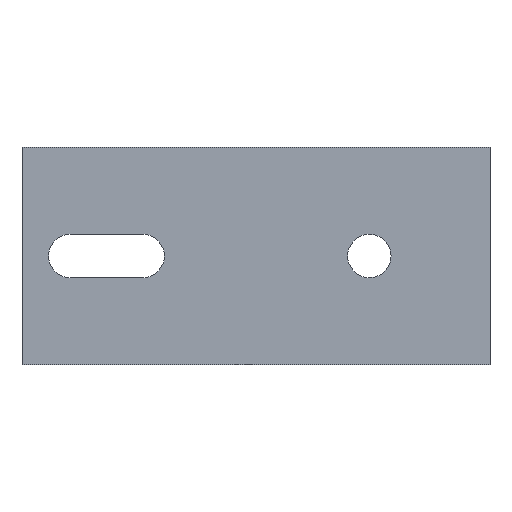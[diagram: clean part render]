
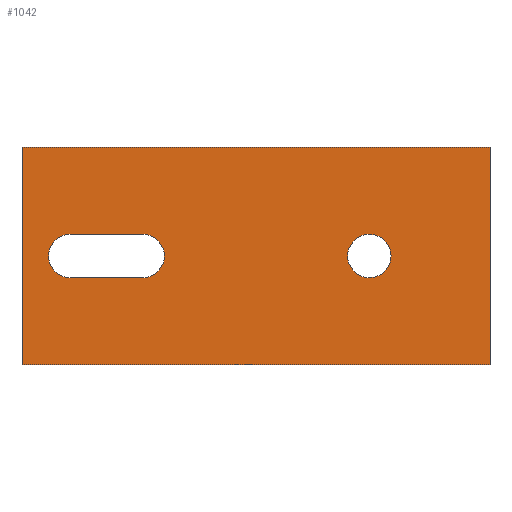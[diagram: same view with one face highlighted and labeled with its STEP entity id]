
A CAD part, left-side view. The second image highlights one B-rep face of the part: STEP entity #1042.
In plain terms, the highlighted planar face has unit normal (-1, 0, 0).
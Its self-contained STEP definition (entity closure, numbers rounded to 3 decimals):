
#3 = ORIENTED_EDGE ( 'NONE', *, *, #1169, .T. ) ;
#5 = LINE ( 'NONE', #662, #1140 ) ;
#16 = DIRECTION ( 'NONE',  ( 0., -1., 0. ) ) ;
#49 = EDGE_CURVE ( 'NONE', #721, #275, #767, .T. ) ;
#62 = CARTESIAN_POINT ( 'NONE',  ( 0., 25., -18. ) ) ;
#80 = DIRECTION ( 'NONE',  ( 1., 0., 0. ) ) ;
#96 = CARTESIAN_POINT ( 'NONE',  ( 0., 72., -27. ) ) ;
#102 = AXIS2_PLACEMENT_3D ( 'NONE', #1046, #80, #510 ) ;
#109 = CARTESIAN_POINT ( 'NONE',  ( 0., 97., 0. ) ) ;
#127 = CARTESIAN_POINT ( 'NONE',  ( 0., 97., 0. ) ) ;
#128 = DIRECTION ( 'NONE',  ( 0., 1., 0. ) ) ;
#140 = ORIENTED_EDGE ( 'NONE', *, *, #1273, .T. ) ;
#193 = DIRECTION ( 'NONE',  ( 0., -1., 0. ) ) ;
#205 = FACE_OUTER_BOUND ( 'NONE', #269, .T. ) ;
#225 = ORIENTED_EDGE ( 'NONE', *, *, #1398, .T. ) ;
#241 = VECTOR ( 'NONE', #1304, 1000. ) ;
#244 = ORIENTED_EDGE ( 'NONE', *, *, #937, .T. ) ;
#251 = CARTESIAN_POINT ( 'NONE',  ( 0., 87., -22.5 ) ) ;
#258 = CARTESIAN_POINT ( 'NONE',  ( 0., 97., -45. ) ) ;
#269 = EDGE_LOOP ( 'NONE', ( #1266, #667, #1311, #622 ) ) ;
#270 = EDGE_LOOP ( 'NONE', ( #140, #3, #764, #244 ) ) ;
#275 = VERTEX_POINT ( 'NONE', #420 ) ;
#315 = VERTEX_POINT ( 'NONE', #1269 ) ;
#320 = DIRECTION ( 'NONE',  ( 0., 0., -1. ) ) ;
#329 = DIRECTION ( 'NONE',  ( 1., 0., 0. ) ) ;
#360 = CIRCLE ( 'NONE', #102, 4.5 ) ;
#367 = DIRECTION ( 'NONE',  ( 1., 0., 0. ) ) ;
#377 = DIRECTION ( 'NONE',  ( 0., 0., -1. ) ) ;
#387 = CIRCLE ( 'NONE', #1072, 4.5 ) ;
#400 = CARTESIAN_POINT ( 'NONE',  ( 0., 97., -18. ) ) ;
#420 = CARTESIAN_POINT ( 'NONE',  ( 0., 87., -27. ) ) ;
#444 = VECTOR ( 'NONE', #128, 1000. ) ;
#480 = DIRECTION ( 'NONE',  ( 1., 0., 0. ) ) ;
#510 = DIRECTION ( 'NONE',  ( 0., 0., -1. ) ) ;
#522 = DIRECTION ( 'NONE',  ( 0., 0., -1. ) ) ;
#534 = AXIS2_PLACEMENT_3D ( 'NONE', #109, #329, #320 ) ;
#544 = EDGE_CURVE ( 'NONE', #1232, #1219, #882, .T. ) ;
#547 = EDGE_CURVE ( 'NONE', #1219, #804, #1194, .T. ) ;
#560 = DIRECTION ( 'NONE',  ( 0., 0., -1. ) ) ;
#568 = ORIENTED_EDGE ( 'NONE', *, *, #771, .T. ) ;
#581 = VERTEX_POINT ( 'NONE', #62 ) ;
#621 = CARTESIAN_POINT ( 'NONE',  ( 0., 25., -27. ) ) ;
#622 = ORIENTED_EDGE ( 'NONE', *, *, #544, .F. ) ;
#649 = VECTOR ( 'NONE', #16, 1000. ) ;
#662 = CARTESIAN_POINT ( 'NONE',  ( 0., 97., 0. ) ) ;
#667 = ORIENTED_EDGE ( 'NONE', *, *, #1401, .T. ) ;
#681 = DIRECTION ( 'NONE',  ( 1., 0., 0. ) ) ;
#721 = VERTEX_POINT ( 'NONE', #96 ) ;
#733 = VECTOR ( 'NONE', #560, 1000. ) ;
#764 = ORIENTED_EDGE ( 'NONE', *, *, #49, .T. ) ;
#767 = LINE ( 'NONE', #883, #444 ) ;
#771 = EDGE_CURVE ( 'NONE', #581, #1282, #360, .T. ) ;
#776 = CARTESIAN_POINT ( 'NONE',  ( 0., 0., 0. ) ) ;
#804 = VERTEX_POINT ( 'NONE', #970 ) ;
#849 = FACE_BOUND ( 'NONE', #270, .T. ) ;
#859 = FACE_BOUND ( 'NONE', #983, .T. ) ;
#868 = CIRCLE ( 'NONE', #956, 4.5 ) ;
#876 = CARTESIAN_POINT ( 'NONE',  ( 0., 25., -22.5 ) ) ;
#882 = LINE ( 'NONE', #127, #241 ) ;
#883 = CARTESIAN_POINT ( 'NONE',  ( 0., 97., -27. ) ) ;
#919 = VERTEX_POINT ( 'NONE', #1096 ) ;
#926 = VERTEX_POINT ( 'NONE', #989 ) ;
#933 = VECTOR ( 'NONE', #193, 1000. ) ;
#937 = EDGE_CURVE ( 'NONE', #275, #315, #1253, .T. ) ;
#942 = CARTESIAN_POINT ( 'NONE',  ( 0., 0., 0. ) ) ;
#952 = EDGE_CURVE ( 'NONE', #1232, #926, #5, .T. ) ;
#956 = AXIS2_PLACEMENT_3D ( 'NONE', #876, #367, #1217 ) ;
#970 = CARTESIAN_POINT ( 'NONE',  ( 0., 0., -45. ) ) ;
#983 = EDGE_LOOP ( 'NONE', ( #568, #225 ) ) ;
#989 = CARTESIAN_POINT ( 'NONE',  ( 0., 97., -45. ) ) ;
#1042 = ADVANCED_FACE ( 'PLANAR_0', ( #205, #849, #859 ), #1070, .F. ) ;
#1046 = CARTESIAN_POINT ( 'NONE',  ( 0., 25., -22.5 ) ) ;
#1070 = PLANE ( 'NONE',  #534 ) ;
#1072 = AXIS2_PLACEMENT_3D ( 'NONE', #1326, #480, #377 ) ;
#1096 = CARTESIAN_POINT ( 'NONE',  ( 0., 72., -18. ) ) ;
#1102 = DIRECTION ( 'NONE',  ( 0., 0., -1. ) ) ;
#1140 = VECTOR ( 'NONE', #522, 1000. ) ;
#1169 = EDGE_CURVE ( 'NONE', #919, #721, #387, .T. ) ;
#1194 = LINE ( 'NONE', #776, #733 ) ;
#1217 = DIRECTION ( 'NONE',  ( 0., 0., -1. ) ) ;
#1219 = VERTEX_POINT ( 'NONE', #942 ) ;
#1230 = LINE ( 'NONE', #258, #649 ) ;
#1232 = VERTEX_POINT ( 'NONE', #1243 ) ;
#1243 = CARTESIAN_POINT ( 'NONE',  ( 0., 97., 0. ) ) ;
#1253 = CIRCLE ( 'NONE', #1373, 4.5 ) ;
#1266 = ORIENTED_EDGE ( 'NONE', *, *, #952, .T. ) ;
#1269 = CARTESIAN_POINT ( 'NONE',  ( 0., 87., -18. ) ) ;
#1273 = EDGE_CURVE ( 'NONE', #315, #919, #1371, .T. ) ;
#1282 = VERTEX_POINT ( 'NONE', #621 ) ;
#1304 = DIRECTION ( 'NONE',  ( 0., -1., 0. ) ) ;
#1311 = ORIENTED_EDGE ( 'NONE', *, *, #547, .F. ) ;
#1326 = CARTESIAN_POINT ( 'NONE',  ( 0., 72., -22.5 ) ) ;
#1371 = LINE ( 'NONE', #400, #933 ) ;
#1373 = AXIS2_PLACEMENT_3D ( 'NONE', #251, #681, #1102 ) ;
#1398 = EDGE_CURVE ( 'NONE', #1282, #581, #868, .T. ) ;
#1401 = EDGE_CURVE ( 'NONE', #926, #804, #1230, .T. ) ;
